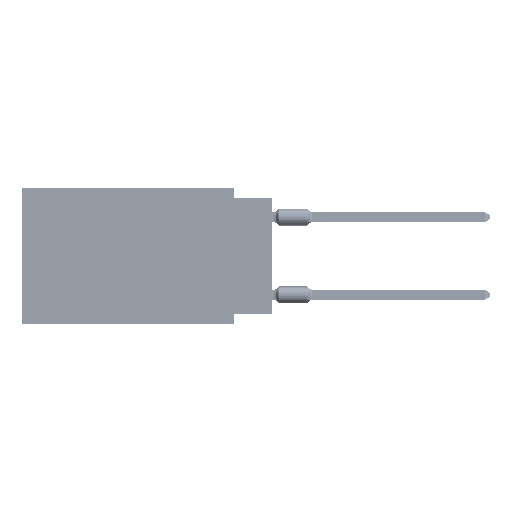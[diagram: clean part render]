
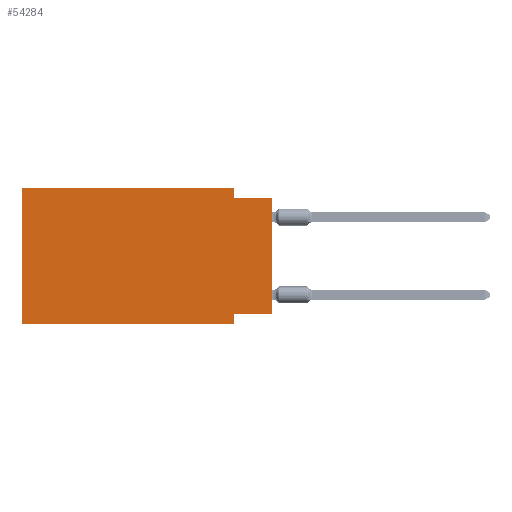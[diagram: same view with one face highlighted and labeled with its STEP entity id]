
A CAD part, left-side view. The second image highlights one B-rep face of the part: STEP entity #54284.
In plain terms, the highlighted planar face has unit normal (-1, 0, 0).
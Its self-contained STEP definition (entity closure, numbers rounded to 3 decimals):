
#1216 = LINE ( 'NONE', #21897, #55480 ) ;
#3519 = DIRECTION ( 'NONE',  ( 1., 0., 0. ) ) ;
#5355 = LINE ( 'NONE', #33390, #62666 ) ;
#5581 = DIRECTION ( 'NONE',  ( 0., 0., 1. ) ) ;
#5979 = VERTEX_POINT ( 'NONE', #29469 ) ;
#7191 = DIRECTION ( 'NONE',  ( 0., -1., 0. ) ) ;
#9293 = VERTEX_POINT ( 'NONE', #67429 ) ;
#10543 = ORIENTED_EDGE ( 'NONE', *, *, #36366, .F. ) ;
#11755 = VECTOR ( 'NONE', #5581, 1000. ) ;
#13320 = VERTEX_POINT ( 'NONE', #64645 ) ;
#14349 = ORIENTED_EDGE ( 'NONE', *, *, #65013, .T. ) ;
#15828 = CARTESIAN_POINT ( 'NONE',  ( 0., 16.383, 0. ) ) ;
#17202 = EDGE_CURVE ( 'NONE', #63352, #78777, #81848, .T. ) ;
#21897 = CARTESIAN_POINT ( 'NONE',  ( 0., 16.383, 0. ) ) ;
#24328 = EDGE_LOOP ( 'NONE', ( #52886, #28125, #29977, #10543, #37925, #14349, #58515, #38955 ) ) ;
#25562 = FACE_OUTER_BOUND ( 'NONE', #24328, .T. ) ;
#27344 = CARTESIAN_POINT ( 'NONE',  ( 0., 16.383, -8.89 ) ) ;
#28125 = ORIENTED_EDGE ( 'NONE', *, *, #35294, .F. ) ;
#29469 = CARTESIAN_POINT ( 'NONE',  ( 0., 2.54, 0. ) ) ;
#29977 = ORIENTED_EDGE ( 'NONE', *, *, #49370, .F. ) ;
#30154 = LINE ( 'NONE', #73313, #81486 ) ;
#32473 = DIRECTION ( 'NONE',  ( 0., 0., -1. ) ) ;
#33143 = CARTESIAN_POINT ( 'NONE',  ( 0., 0., 0. ) ) ;
#33390 = CARTESIAN_POINT ( 'NONE',  ( 0., 2.54, 0. ) ) ;
#35294 = EDGE_CURVE ( 'NONE', #80832, #78777, #66780, .T. ) ;
#36366 = EDGE_CURVE ( 'NONE', #13320, #5979, #1216, .T. ) ;
#36964 = DIRECTION ( 'NONE',  ( 0., 0., 1. ) ) ;
#37925 = ORIENTED_EDGE ( 'NONE', *, *, #42504, .F. ) ;
#38943 = VERTEX_POINT ( 'NONE', #57125 ) ;
#38955 = ORIENTED_EDGE ( 'NONE', *, *, #73066, .F. ) ;
#42315 = CARTESIAN_POINT ( 'NONE',  ( 0., 0., -0.635 ) ) ;
#42372 = DIRECTION ( 'NONE',  ( 0., 1., 0. ) ) ;
#42504 = EDGE_CURVE ( 'NONE', #51942, #13320, #65440, .T. ) ;
#44829 = DIRECTION ( 'NONE',  ( 0., -1., 0. ) ) ;
#46708 = CARTESIAN_POINT ( 'NONE',  ( 0., 16.383, 0. ) ) ;
#47990 = LINE ( 'NONE', #60415, #64775 ) ;
#49370 = EDGE_CURVE ( 'NONE', #5979, #80832, #5355, .T. ) ;
#50777 = VECTOR ( 'NONE', #76320, 1000. ) ;
#51942 = VERTEX_POINT ( 'NONE', #27344 ) ;
#52886 = ORIENTED_EDGE ( 'NONE', *, *, #17202, .T. ) ;
#52988 = DIRECTION ( 'NONE',  ( 0., -1., 0. ) ) ;
#54284 = ADVANCED_FACE ( 'NONE', ( #25562 ), #66478, .F. ) ;
#55480 = VECTOR ( 'NONE', #7191, 1000. ) ;
#56229 = AXIS2_PLACEMENT_3D ( 'NONE', #46708, #3519, #81612 ) ;
#57125 = CARTESIAN_POINT ( 'NONE',  ( 0., 2.54, -8.89 ) ) ;
#58515 = ORIENTED_EDGE ( 'NONE', *, *, #59585, .F. ) ;
#59585 = EDGE_CURVE ( 'NONE', #9293, #38943, #61612, .T. ) ;
#59900 = CARTESIAN_POINT ( 'NONE',  ( 0., 0., -0.635 ) ) ;
#60415 = CARTESIAN_POINT ( 'NONE',  ( 0., 0., -8.255 ) ) ;
#61612 = LINE ( 'NONE', #83208, #50777 ) ;
#62666 = VECTOR ( 'NONE', #32473, 1000. ) ;
#63352 = VERTEX_POINT ( 'NONE', #77253 ) ;
#64645 = CARTESIAN_POINT ( 'NONE',  ( 0., 16.383, 0. ) ) ;
#64775 = VECTOR ( 'NONE', #42372, 1000. ) ;
#65013 = EDGE_CURVE ( 'NONE', #51942, #38943, #30154, .T. ) ;
#65440 = LINE ( 'NONE', #15828, #83234 ) ;
#66478 = PLANE ( 'NONE',  #56229 ) ;
#66780 = LINE ( 'NONE', #59900, #68125 ) ;
#67429 = CARTESIAN_POINT ( 'NONE',  ( 0., 2.54, -8.255 ) ) ;
#68125 = VECTOR ( 'NONE', #52988, 1000. ) ;
#72039 = CARTESIAN_POINT ( 'NONE',  ( 0., 2.54, -0.635 ) ) ;
#73066 = EDGE_CURVE ( 'NONE', #63352, #9293, #47990, .T. ) ;
#73313 = CARTESIAN_POINT ( 'NONE',  ( 0., 16.383, -8.89 ) ) ;
#76320 = DIRECTION ( 'NONE',  ( 0., 0., -1. ) ) ;
#77253 = CARTESIAN_POINT ( 'NONE',  ( 0., 0., -8.255 ) ) ;
#78777 = VERTEX_POINT ( 'NONE', #42315 ) ;
#80832 = VERTEX_POINT ( 'NONE', #72039 ) ;
#81486 = VECTOR ( 'NONE', #44829, 1000. ) ;
#81612 = DIRECTION ( 'NONE',  ( 0., 0., -1. ) ) ;
#81848 = LINE ( 'NONE', #33143, #11755 ) ;
#83208 = CARTESIAN_POINT ( 'NONE',  ( 0., 2.54, -8.89 ) ) ;
#83234 = VECTOR ( 'NONE', #36964, 1000. ) ;
